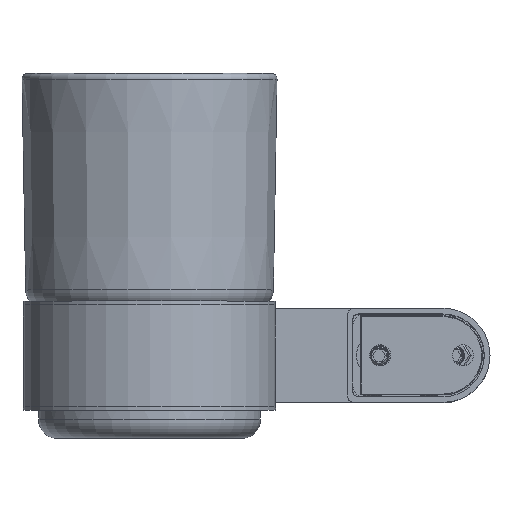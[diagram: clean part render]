
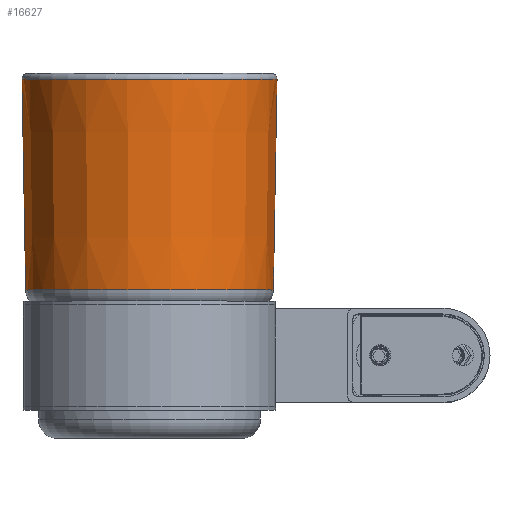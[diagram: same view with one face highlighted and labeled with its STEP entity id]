
A CAD part, top view. The second image highlights one B-rep face of the part: STEP entity #16627.
In plain terms, the highlighted conical face has half-angle 1 degrees and reference radius 33.404 mm.
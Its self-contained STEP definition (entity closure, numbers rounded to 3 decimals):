
#16328=CARTESIAN_POINT('',(95.474,0.,0.));
#16329=DIRECTION('',(1.,0.,0.));
#16330=DIRECTION('',(0.,1.,0.));
#16331=AXIS2_PLACEMENT_3D('',#16328,#16329,#16330);
#16333=CARTESIAN_POINT('',(39.458,0.,0.));
#16334=DIRECTION('',(-1.,0.,0.));
#16335=DIRECTION('',(0.,-1.,0.));
#16336=AXIS2_PLACEMENT_3D('',#16333,#16334,#16335);
#16353=DIRECTION('',(-1.,-0.017,0.));
#16354=VECTOR('',#16353,56.024);
#16355=CARTESIAN_POINT('',(95.474,33.893,
0.));
#16356=LINE('',#16355,#16354);
#16362=DIRECTION('',(-1.,0.017,0.));
#16363=VECTOR('',#16362,56.024);
#16364=CARTESIAN_POINT('',(95.474,-33.893,
0.));
#16365=LINE('',#16364,#16363);
#16592=CARTESIAN_POINT('',(39.458,32.916,0.));
#16593=CARTESIAN_POINT('',(39.458,-32.916,0.));
#16594=VERTEX_POINT('',#16592);
#16595=VERTEX_POINT('',#16593);
#16604=CARTESIAN_POINT('',(95.474,33.893,0.));
#16605=CARTESIAN_POINT('',(95.474,-33.893,0.));
#16606=VERTEX_POINT('',#16604);
#16607=VERTEX_POINT('',#16605);
#16612=CARTESIAN_POINT('',(67.466,0.,0.));
#16613=DIRECTION('',(1.,0.,0.));
#16614=DIRECTION('',(0.,-1.,0.));
#16615=AXIS2_PLACEMENT_3D('',#16612,#16613,#16614);
#16616=CONICAL_SURFACE('',#16615,33.404,1.);
#16618=ORIENTED_EDGE('',*,*,#16617,.T.);
#16620=ORIENTED_EDGE('',*,*,#16619,.T.);
#16622=ORIENTED_EDGE('',*,*,#16621,.T.);
#16624=ORIENTED_EDGE('',*,*,#16623,.F.);
#16625=EDGE_LOOP('',(#16618,#16620,#16622,#16624));
#16626=FACE_OUTER_BOUND('',#16625,.F.);
#16332=CIRCLE('',#16331,33.893);
#16337=CIRCLE('',#16336,32.916);
#16617=EDGE_CURVE('',#16606,#16607,#16332,.T.);
#16619=EDGE_CURVE('',#16607,#16595,#16365,.T.);
#16621=EDGE_CURVE('',#16595,#16594,#16337,.T.);
#16623=EDGE_CURVE('',#16606,#16594,#16356,.T.);
#16627=ADVANCED_FACE('',(#16626),#16616,.T.);
